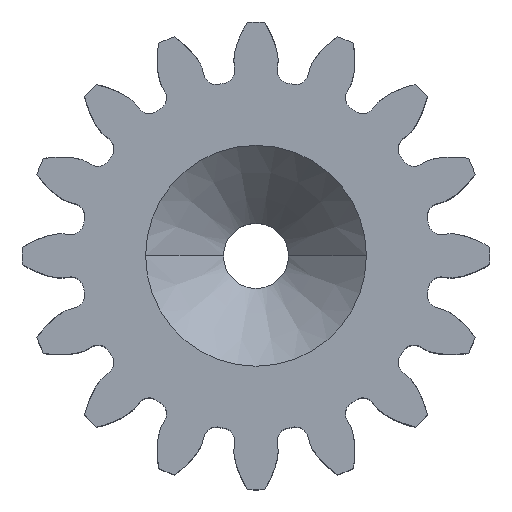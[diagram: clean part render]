
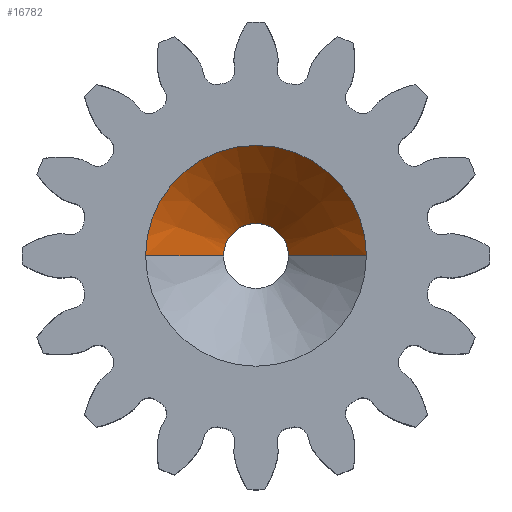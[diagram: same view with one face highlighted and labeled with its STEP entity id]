
A CAD part, top view. The second image highlights one B-rep face of the part: STEP entity #16782.
In plain terms, the highlighted conical face has half-angle 45 degrees and reference radius 2.75 mm.
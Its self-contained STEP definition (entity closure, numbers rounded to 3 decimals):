
#5959=CARTESIAN_POINT('',(0.,0.,9.));
#5960=DIRECTION('',(0.,0.,-1.));
#5961=DIRECTION('',(-1.,0.,0.));
#5962=AXIS2_PLACEMENT_3D('',#5959,#5960,#5961);
#5964=DIRECTION('',(-0.707,0.,-0.707));
#5965=VECTOR('',#5964,4.243);
#5966=CARTESIAN_POINT('',(4.25,0.,9.));
#5967=LINE('',#5966,#5965);
#5968=DIRECTION('',(0.707,0.,-0.707));
#5969=VECTOR('',#5968,4.243);
#5970=CARTESIAN_POINT('',(-4.25,0.,
9.));
#5971=LINE('',#5970,#5969);
#5972=CARTESIAN_POINT('',(0.,0.,6.));
#5973=DIRECTION('',(0.,0.,-1.));
#5974=DIRECTION('',(-1.,0.,0.));
#5975=AXIS2_PLACEMENT_3D('',#5972,#5973,#5974);
#9405=CARTESIAN_POINT('',(4.25,0.,9.));
#9406=CARTESIAN_POINT('',(-4.25,0.,9.));
#9407=VERTEX_POINT('',#9405);
#9408=VERTEX_POINT('',#9406);
#9409=CARTESIAN_POINT('',(1.25,0.,6.));
#9410=CARTESIAN_POINT('',(-1.25,0.,6.));
#9411=VERTEX_POINT('',#9409);
#9412=VERTEX_POINT('',#9410);
#16770=CARTESIAN_POINT('',(0.,0.,7.5));
#16771=DIRECTION('',(0.,0.,1.));
#16772=DIRECTION('',(0.,-1.,0.));
#16773=AXIS2_PLACEMENT_3D('',#16770,#16771,#16772);
#16774=CONICAL_SURFACE('',#16773,2.75,45.);
#16775=ORIENTED_EDGE('',*,*,#16750,.T.);
#16776=ORIENTED_EDGE('',*,*,#16765,.T.);
#16778=ORIENTED_EDGE('',*,*,#16777,.F.);
#16779=ORIENTED_EDGE('',*,*,#16761,.F.);
#16780=EDGE_LOOP('',(#16775,#16776,#16778,#16779));
#16781=FACE_OUTER_BOUND('',#16780,.F.);
#16782=ADVANCED_FACE('',(#16781),#16774,.F.);
#5963=CIRCLE('',#5962,4.25);
#5976=CIRCLE('',#5975,1.25);
#16750=EDGE_CURVE('',#9408,#9407,#5963,.T.);
#16761=EDGE_CURVE('',#9408,#9412,#5971,.T.);
#16765=EDGE_CURVE('',#9407,#9411,#5967,.T.);
#16777=EDGE_CURVE('',#9412,#9411,#5976,.T.);
